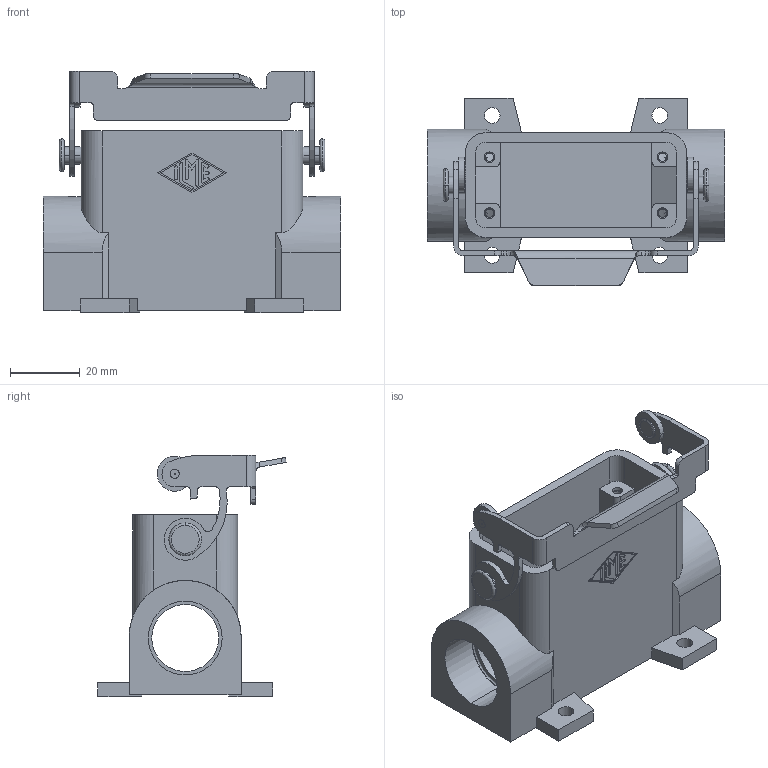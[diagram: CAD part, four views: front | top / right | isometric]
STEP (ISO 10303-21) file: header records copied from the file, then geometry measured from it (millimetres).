
FILE_DESCRIPTION((''),'2;1');
FILE_NAME('CZP 15 L2.stp','2006-12-13T13:07:15',('gembarski'),(''),'Autodesk Inventor 7','Autodesk Inventor 7','');
FILE_SCHEMA(('AUTOMOTIVE_DESIGN { 1 0 10303 214 1 1 1 1 }'));
Length unit declared in the file: millimetre
Products named in the file (1): CZ_MZ Gehäuse 1 Bügel
Bounding box: 85 x 53.9 x 69 mm (x, y, z)
Volume: 53492.9 mm3; surface area: 31304.1 mm2
Topology: 3 solids, 3 shells, 316 faces, 829 edges, 546 vertices
Faces by surface type: bspline 114, plane 112, cylinder 78, torus 8, cone 4
Entity records: 11608 total; most frequent: CARTESIAN_POINT 3922, ORIENTED_EDGE 1650, DIRECTION 1511, EDGE_CURVE 825, VERTEX_POINT 546, AXIS2_PLACEMENT_3D 509, VECTOR 493, LINE 493
